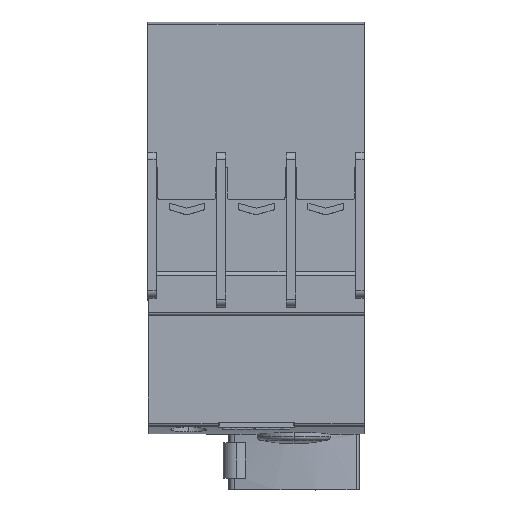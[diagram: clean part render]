
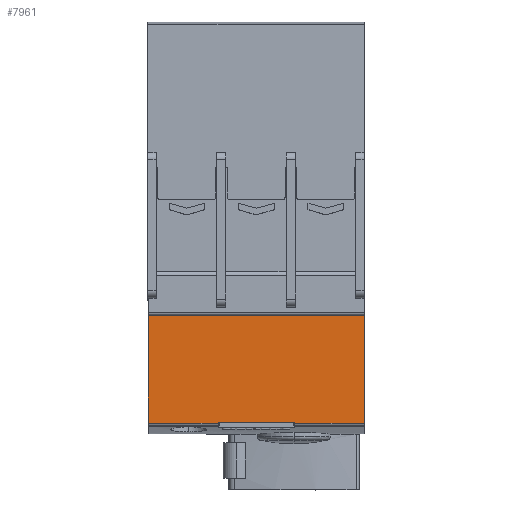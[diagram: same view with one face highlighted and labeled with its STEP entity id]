
A CAD part, top view. The second image highlights one B-rep face of the part: STEP entity #7961.
In plain terms, the highlighted planar face has unit normal (0, 0, 1).
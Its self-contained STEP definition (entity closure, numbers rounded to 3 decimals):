
#4169=EDGE_CURVE('',#7917,#6229,#11272,.T.);
#4361=VERTEX_POINT('',#11481);
#4431=VERTEX_POINT('',#11562);
#5115=VERTEX_POINT('',#12302);
#6229=VERTEX_POINT('',#13520);
#6621=VERTEX_POINT('',#13943);
#7031=VERTEX_POINT('',#14400);
#7485=VERTEX_POINT('',#14900);
#7561=EDGE_CURVE('',#6229,#5115,#14982,.T.);
#7915=EDGE_CURVE('',#7917,#6621,#15366,.T.);
#7917=VERTEX_POINT('',#15368);
#7941=EDGE_CURVE('',#7485,#7031,#15395,.T.);
#7961=ADVANCED_FACE('',(#15416),#15417,.T.);
#8069=EDGE_CURVE('',#4431,#6621,#15533,.T.);
#8635=EDGE_CURVE('',#7031,#4361,#16143,.T.);
#10103=EDGE_CURVE('',#7485,#4431,#17735,.T.);
#10195=EDGE_CURVE('',#5115,#4361,#17842,.T.);
#11272=LINE('',#19301,#19302);
#11481=CARTESIAN_POINT('',(8.0,-83.1,22.9));
#11562=CARTESIAN_POINT('',(-22.3,-59.3,22.9));
#12302=CARTESIAN_POINT('',(8.0,-82.92,22.9));
#13520=CARTESIAN_POINT('',(-7.8,-82.92,22.9));
#13943=CARTESIAN_POINT('',(-22.3,-83.1,22.9));
#14400=CARTESIAN_POINT('',(22.5,-83.1,22.9));
#14900=CARTESIAN_POINT('',(22.5,-59.3,22.9));
#14982=LINE('',#24696,#24697);
#15366=LINE('',#25275,#25276);
#15368=CARTESIAN_POINT('',(-7.8,-83.1,22.9));
#15395=LINE('',#25317,#25318);
#15416=FACE_OUTER_BOUND('',#25350,.T.);
#15417=PLANE('',#25351);
#15533=LINE('',#25521,#25522);
#16143=LINE('',#26408,#26409);
#17735=LINE('',#28717,#28718);
#17842=LINE('',#28879,#28880);
#19301=CARTESIAN_POINT('',(-7.8,-71.11,22.9));
#19302=VECTOR('',#30210,1.0);
#24696=CARTESIAN_POINT('',(11.3,-82.92,22.9));
#24697=VECTOR('',#34444,1.0);
#25275=CARTESIAN_POINT('',(22.5,-83.1,22.9));
#25276=VECTOR('',#34861,1.0);
#25317=CARTESIAN_POINT('',(22.5,-59.3,22.9));
#25318=VECTOR('',#34894,1.0);
#25350=EDGE_LOOP('',(#34912,#34913,#34914,#34915,#34916,#34917,#34918,#34919));
#25351=AXIS2_PLACEMENT_3D('',#34920,#34921,#34922);
#25521=CARTESIAN_POINT('',(-22.3,-59.3,22.9));
#25522=VECTOR('',#35033,1.0);
#26408=CARTESIAN_POINT('',(22.5,-83.1,22.9));
#26409=VECTOR('',#35666,1.0);
#28717=CARTESIAN_POINT('',(22.5,-59.3,22.9));
#28718=VECTOR('',#37345,1.0);
#28879=CARTESIAN_POINT('',(8.0,-71.11,22.9));
#28880=VECTOR('',#37520,1.0);
#30210=DIRECTION('',(0.0,1.0,-0.0));
#34444=DIRECTION('',(1.0,0.0,0.0));
#34861=DIRECTION('',(-1.0,0.0,0.0));
#34894=DIRECTION('',(0.0,-1.0,0.0));
#34912=ORIENTED_EDGE('',*,*,#4169,.T.);
#34913=ORIENTED_EDGE('',*,*,#7561,.T.);
#34914=ORIENTED_EDGE('',*,*,#10195,.T.);
#34915=ORIENTED_EDGE('',*,*,#8635,.F.);
#34916=ORIENTED_EDGE('',*,*,#7941,.F.);
#34917=ORIENTED_EDGE('',*,*,#10103,.T.);
#34918=ORIENTED_EDGE('',*,*,#8069,.T.);
#34919=ORIENTED_EDGE('',*,*,#7915,.F.);
#34920=CARTESIAN_POINT('',(22.5,-59.3,22.9));
#34921=DIRECTION('',(0.0,-0.0,1.0));
#34922=DIRECTION('',(0.0,1.0,0.0));
#35033=DIRECTION('',(0.0,-1.0,0.0));
#35666=DIRECTION('',(-1.0,0.0,0.0));
#37345=DIRECTION('',(-1.0,0.0,0.0));
#37520=DIRECTION('',(0.0,-1.0,0.0));
